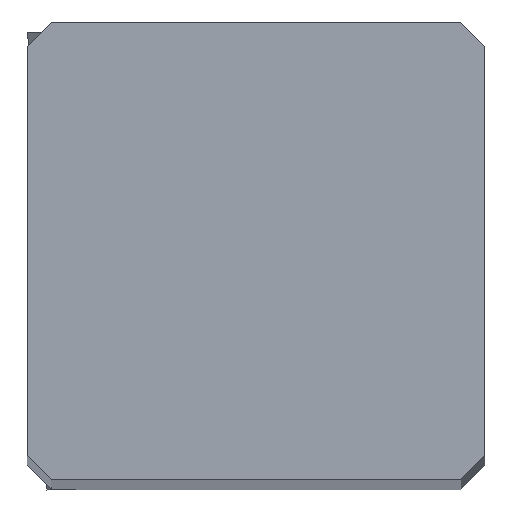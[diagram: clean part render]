
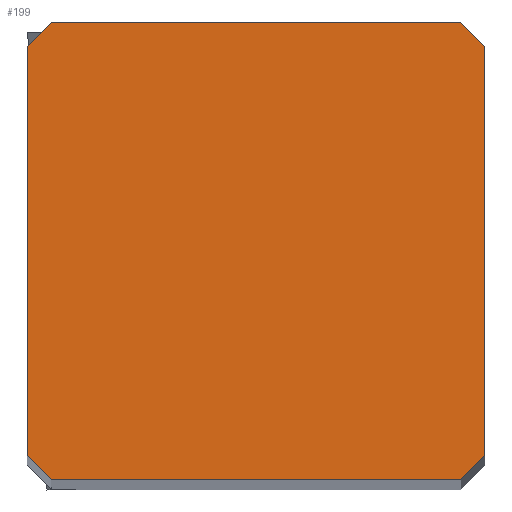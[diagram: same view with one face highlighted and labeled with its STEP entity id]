
A CAD part, top view. The second image highlights one B-rep face of the part: STEP entity #199.
In plain terms, the highlighted planar face has unit normal (0, 0, 1).
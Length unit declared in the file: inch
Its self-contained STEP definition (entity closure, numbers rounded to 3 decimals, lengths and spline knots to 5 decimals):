
#127=FACE_OUTER_BOUND('',#316,.T.);
#199=ADVANCED_FACE('',(#127),#263,.T.);
#263=PLANE('',#1552);
#316=EDGE_LOOP('',(#471,#472,#473,#474,#475,#476,#477,#478));
#471=ORIENTED_EDGE('',*,*,#966,.T.);
#472=ORIENTED_EDGE('',*,*,#967,.F.);
#473=ORIENTED_EDGE('',*,*,#952,.F.);
#474=ORIENTED_EDGE('',*,*,#968,.F.);
#475=ORIENTED_EDGE('',*,*,#969,.T.);
#476=ORIENTED_EDGE('',*,*,#970,.F.);
#477=ORIENTED_EDGE('',*,*,#971,.F.);
#478=ORIENTED_EDGE('',*,*,#972,.F.);
#804=VERTEX_POINT('',#2189);
#805=VERTEX_POINT('',#2191);
#815=VERTEX_POINT('',#2215);
#816=VERTEX_POINT('',#2217);
#817=VERTEX_POINT('',#2222);
#818=VERTEX_POINT('',#2224);
#819=VERTEX_POINT('',#2226);
#820=VERTEX_POINT('',#2228);
#952=EDGE_CURVE('',#804,#805,#1254,.T.);
#966=EDGE_CURVE('',#815,#816,#1266,.T.);
#967=EDGE_CURVE('',#805,#816,#1267,.T.);
#968=EDGE_CURVE('',#817,#804,#1268,.T.);
#969=EDGE_CURVE('',#817,#818,#1269,.T.);
#970=EDGE_CURVE('',#819,#818,#1270,.T.);
#971=EDGE_CURVE('',#820,#819,#1271,.T.);
#972=EDGE_CURVE('',#815,#820,#1272,.T.);
#1254=LINE('',#2190,#1369);
#1266=LINE('',#2218,#1381);
#1267=LINE('',#2220,#1382);
#1268=LINE('',#2221,#1383);
#1269=LINE('',#2223,#1384);
#1270=LINE('',#2225,#1385);
#1271=LINE('',#2227,#1386);
#1272=LINE('',#2229,#1387);
#1369=VECTOR('',#1779,1.);
#1381=VECTOR('',#1799,1.);
#1382=VECTOR('',#1802,1.);
#1383=VECTOR('',#1803,1.);
#1384=VECTOR('',#1804,1.);
#1385=VECTOR('',#1805,1.);
#1386=VECTOR('',#1806,1.);
#1387=VECTOR('',#1807,1.);
#1552=AXIS2_PLACEMENT_3D('',#2230,#1808,#1809);
#1779=DIRECTION('',(-1.,0.,0.));
#1799=DIRECTION('',(0.,-1.,0.));
#1802=DIRECTION('',(-0.707,0.707,0.));
#1803=DIRECTION('',(-0.707,-0.707,0.));
#1804=DIRECTION('',(0.,1.,0.));
#1805=DIRECTION('',(0.707,-0.707,0.));
#1806=DIRECTION('',(1.,0.,0.));
#1807=DIRECTION('',(0.707,0.707,0.));
#1808=DIRECTION('',(0.,0.,1.));
#1809=DIRECTION('',(1.,0.,0.));
#2189=CARTESIAN_POINT('',(-0.01969,0.,0.));
#2190=CARTESIAN_POINT('',(-0.01969,0.,0.));
#2191=CARTESIAN_POINT('',(-0.35531,0.,0.));
#2215=CARTESIAN_POINT('',(-0.375,0.35531,0.));
#2217=CARTESIAN_POINT('',(-0.375,0.01969,0.));
#2218=CARTESIAN_POINT('',(-0.375,0.35531,0.));
#2220=CARTESIAN_POINT('',(-0.35531,0.,0.));
#2221=CARTESIAN_POINT('',(0.,0.01969,0.));
#2222=CARTESIAN_POINT('',(0.,0.01969,0.));
#2223=CARTESIAN_POINT('',(0.,0.01969,0.));
#2224=CARTESIAN_POINT('',(0.,0.35531,0.));
#2225=CARTESIAN_POINT('',(-0.01969,0.375,0.));
#2226=CARTESIAN_POINT('',(-0.01969,0.375,0.));
#2227=CARTESIAN_POINT('',(-0.35531,0.375,0.));
#2228=CARTESIAN_POINT('',(-0.35531,0.375,0.));
#2229=CARTESIAN_POINT('',(-0.375,0.35531,0.));
#2230=CARTESIAN_POINT('',(-0.1875,0.1875,0.));
